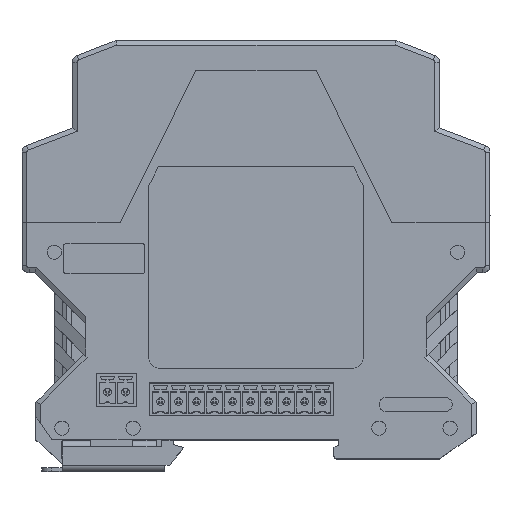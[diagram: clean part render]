
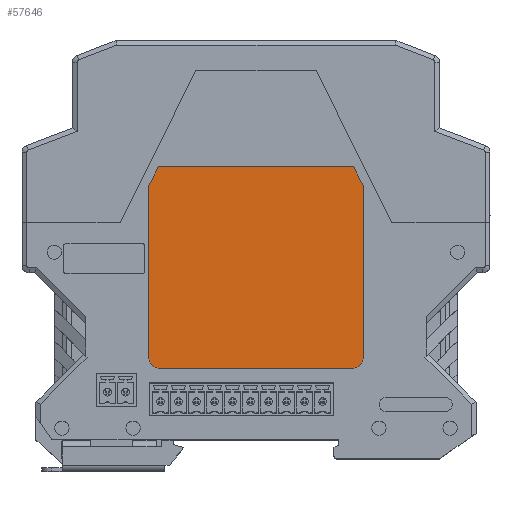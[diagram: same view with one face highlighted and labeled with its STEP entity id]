
A CAD part, top view. The second image highlights one B-rep face of the part: STEP entity #57646.
In plain terms, the highlighted planar face has unit normal (0, 0, 1).
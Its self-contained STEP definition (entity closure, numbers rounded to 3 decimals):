
#1609=CIRCLE('',#68447,2.);
#1610=CIRCLE('',#68448,2.);
#13644=ORIENTED_EDGE('',*,*,#24305,.F.);
#13645=ORIENTED_EDGE('',*,*,#24306,.T.);
#13646=ORIENTED_EDGE('',*,*,#24307,.T.);
#13647=ORIENTED_EDGE('',*,*,#24308,.T.);
#13648=ORIENTED_EDGE('',*,*,#24309,.T.);
#13649=ORIENTED_EDGE('',*,*,#24310,.T.);
#13650=ORIENTED_EDGE('',*,*,#24311,.T.);
#13651=ORIENTED_EDGE('',*,*,#24312,.F.);
#24305=EDGE_CURVE('',#30432,#30433,#36901,.T.);
#24306=EDGE_CURVE('',#30432,#30434,#1609,.T.);
#24307=EDGE_CURVE('',#30434,#30435,#36902,.T.);
#24308=EDGE_CURVE('',#30435,#30436,#36903,.T.);
#24309=EDGE_CURVE('',#30436,#30437,#36904,.T.);
#24310=EDGE_CURVE('',#30437,#30438,#36905,.T.);
#24311=EDGE_CURVE('',#30438,#30439,#36906,.T.);
#24312=EDGE_CURVE('',#30433,#30439,#1610,.T.);
#30432=VERTEX_POINT('',#97880);
#30433=VERTEX_POINT('',#97881);
#30434=VERTEX_POINT('',#97883);
#30435=VERTEX_POINT('',#97885);
#30436=VERTEX_POINT('',#97887);
#30437=VERTEX_POINT('',#97889);
#30438=VERTEX_POINT('',#97891);
#30439=VERTEX_POINT('',#97893);
#36901=LINE('',#97879,#43869);
#36902=LINE('',#97884,#43870);
#36903=LINE('',#97886,#43871);
#36904=LINE('',#97888,#43872);
#36905=LINE('',#97890,#43873);
#36906=LINE('',#97892,#43874);
#43869=VECTOR('',#81155,1000.);
#43870=VECTOR('',#81158,1000.);
#43871=VECTOR('',#81159,1000.);
#43872=VECTOR('',#81160,1000.);
#43873=VECTOR('',#81161,1000.);
#43874=VECTOR('',#81162,1000.);
#48365=EDGE_LOOP('',(#13644,#13645,#13646,#13647,#13648,#13649,#13650,#13651));
#51973=FACE_BOUND('',#48365,.T.);
#54704=PLANE('',#68446);
#57646=ADVANCED_FACE('',(#51973),#54704,.T.);
#68446=AXIS2_PLACEMENT_3D('',#97878,#81153,#81154);
#68447=AXIS2_PLACEMENT_3D('',#97882,#81156,#81157);
#68448=AXIS2_PLACEMENT_3D('',#97894,#81163,#81164);
#81153=DIRECTION('',(0.,0.,1.));
#81154=DIRECTION('',(1.,0.,0.));
#81155=DIRECTION('',(-1.,0.,0.));
#81156=DIRECTION('',(0.,0.,1.));
#81157=DIRECTION('',(1.,0.,0.));
#81158=DIRECTION('',(0.,1.,0.));
#81159=DIRECTION('',(-0.447,0.894,0.));
#81160=DIRECTION('',(-1.,0.,0.));
#81161=DIRECTION('',(-0.447,-0.894,0.));
#81162=DIRECTION('',(0.,-1.,0.));
#81163=DIRECTION('',(0.,0.,-1.));
#81164=DIRECTION('',(-1.,0.,0.));
#97878=CARTESIAN_POINT('',(0.,81.35,22.4));
#97879=CARTESIAN_POINT('',(0.,15.2,22.4));
#97880=CARTESIAN_POINT('',(20.65,15.2,22.4));
#97881=CARTESIAN_POINT('',(-20.65,15.2,22.4));
#97882=CARTESIAN_POINT('',(20.65,17.2,22.4));
#97883=CARTESIAN_POINT('',(22.65,17.2,22.4));
#97884=CARTESIAN_POINT('',(22.65,-8.,22.4));
#97885=CARTESIAN_POINT('',(22.65,53.8,22.4));
#97886=CARTESIAN_POINT('',(51.84,-4.58,22.4));
#97887=CARTESIAN_POINT('',(20.65,57.8,22.4));
#97888=CARTESIAN_POINT('',(0.,57.8,22.4));
#97889=CARTESIAN_POINT('',(-20.65,57.8,22.4));
#97890=CARTESIAN_POINT('',(-51.84,-4.58,22.4));
#97891=CARTESIAN_POINT('',(-22.65,53.8,22.4));
#97892=CARTESIAN_POINT('',(-22.65,-30.5,22.4));
#97893=CARTESIAN_POINT('',(-22.65,17.2,22.4));
#97894=CARTESIAN_POINT('',(-20.65,17.2,22.4));
